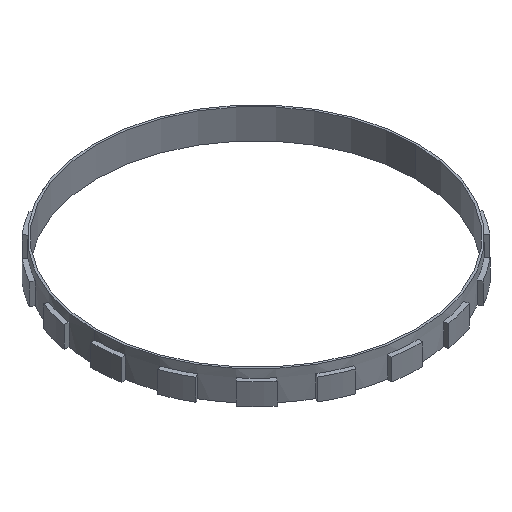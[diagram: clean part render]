
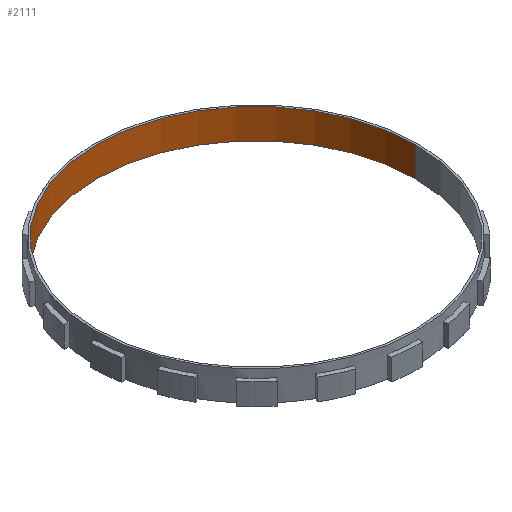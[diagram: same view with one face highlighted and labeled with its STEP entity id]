
A CAD part, isometric view. The second image highlights one B-rep face of the part: STEP entity #2111.
In plain terms, the highlighted cylindrical face has radius 59.25 mm (diameter 118.5 mm), a partial arc.
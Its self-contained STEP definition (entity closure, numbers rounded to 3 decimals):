
#70 = VECTOR ( 'NONE', #2324, 1000. ) ;
#234 = VECTOR ( 'NONE', #2247, 1000. ) ;
#239 = DIRECTION ( 'NONE',  ( 1., 0., 0. ) ) ;
#423 = EDGE_CURVE ( 'NONE', #2286, #1404, #972, .T. ) ;
#451 = CARTESIAN_POINT ( 'NONE',  ( 0., 0., 11. ) ) ;
#578 = EDGE_CURVE ( 'NONE', #1404, #2048, #1751, .T. ) ;
#600 = AXIS2_PLACEMENT_3D ( 'NONE', #451, #2004, #239 ) ;
#601 = AXIS2_PLACEMENT_3D ( 'NONE', #1105, #1118, #1894 ) ;
#676 = ORIENTED_EDGE ( 'NONE', *, *, #423, .T. ) ;
#704 = DIRECTION ( 'NONE',  ( 0., 0., -1. ) ) ;
#712 = FACE_OUTER_BOUND ( 'NONE', #1675, .T. ) ;
#869 = ORIENTED_EDGE ( 'NONE', *, *, #914, .F. ) ;
#914 = EDGE_CURVE ( 'NONE', #1654, #2048, #2002, .T. ) ;
#972 = CIRCLE ( 'NONE', #600, 59.25 ) ;
#1022 = CARTESIAN_POINT ( 'NONE',  ( -59.25, 0., 0. ) ) ;
#1047 = ORIENTED_EDGE ( 'NONE', *, *, #578, .T. ) ;
#1105 = CARTESIAN_POINT ( 'NONE',  ( 0., 0., 0. ) ) ;
#1118 = DIRECTION ( 'NONE',  ( 0., 0., 1. ) ) ;
#1188 = CARTESIAN_POINT ( 'NONE',  ( 59.25, 0., 11. ) ) ;
#1246 = EDGE_CURVE ( 'NONE', #2286, #1654, #1873, .T. ) ;
#1404 = VERTEX_POINT ( 'NONE', #2142 ) ;
#1476 = CARTESIAN_POINT ( 'NONE',  ( 59.25, 0., 11. ) ) ;
#1496 = DIRECTION ( 'NONE',  ( -1., 0., 0. ) ) ;
#1654 = VERTEX_POINT ( 'NONE', #1899 ) ;
#1675 = EDGE_LOOP ( 'NONE', ( #1948, #676, #1047, #869 ) ) ;
#1751 = LINE ( 'NONE', #1780, #70 ) ;
#1780 = CARTESIAN_POINT ( 'NONE',  ( -59.25, 0., 11. ) ) ;
#1810 = AXIS2_PLACEMENT_3D ( 'NONE', #2475, #704, #1496 ) ;
#1873 = LINE ( 'NONE', #1476, #234 ) ;
#1894 = DIRECTION ( 'NONE',  ( 1., 0., 0. ) ) ;
#1899 = CARTESIAN_POINT ( 'NONE',  ( 59.25, 0., 0. ) ) ;
#1948 = ORIENTED_EDGE ( 'NONE', *, *, #1246, .F. ) ;
#2002 = CIRCLE ( 'NONE', #601, 59.25 ) ;
#2004 = DIRECTION ( 'NONE',  ( 0., 0., 1. ) ) ;
#2048 = VERTEX_POINT ( 'NONE', #1022 ) ;
#2111 = ADVANCED_FACE ( 'NONE', ( #712 ), #2456, .F. ) ;
#2142 = CARTESIAN_POINT ( 'NONE',  ( -59.25, 0., 11. ) ) ;
#2247 = DIRECTION ( 'NONE',  ( 0., 0., -1. ) ) ;
#2286 = VERTEX_POINT ( 'NONE', #1188 ) ;
#2324 = DIRECTION ( 'NONE',  ( 0., 0., -1. ) ) ;
#2456 = CYLINDRICAL_SURFACE ( 'NONE', #1810, 59.25 ) ;
#2475 = CARTESIAN_POINT ( 'NONE',  ( 0., 0., 11. ) ) ;
